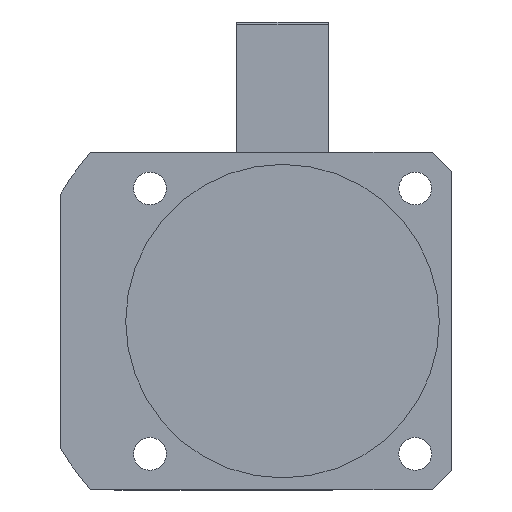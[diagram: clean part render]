
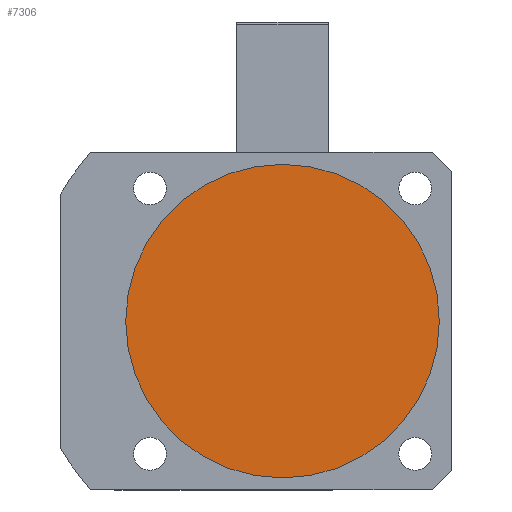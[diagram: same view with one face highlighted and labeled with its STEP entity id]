
A CAD part, front view. The second image highlights one B-rep face of the part: STEP entity #7306.
In plain terms, the highlighted planar face has unit normal (0, -1, 0).
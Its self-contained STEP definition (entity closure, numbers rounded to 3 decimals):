
#539 = VERTEX_POINT ( 'NONE', #1903 ) ;
#1136 = CIRCLE ( 'NONE', #1705, 32.5 ) ;
#1705 = AXIS2_PLACEMENT_3D ( 'NONE', #2469, #2538, #2226 ) ;
#1903 = CARTESIAN_POINT ( 'NONE',  ( 0., 0., 32.5 ) ) ;
#2226 = DIRECTION ( 'NONE',  ( 0., 0., -1. ) ) ;
#2272 = DIRECTION ( 'NONE',  ( 0., 0., -1. ) ) ;
#2289 = DIRECTION ( 'NONE',  ( 0., 1., 0. ) ) ;
#2349 = CARTESIAN_POINT ( 'NONE',  ( 0., 0., 0. ) ) ;
#2396 = EDGE_CURVE ( 'NONE', #539, #5133, #3132, .T. ) ;
#2469 = CARTESIAN_POINT ( 'NONE',  ( 0., 0., 0. ) ) ;
#2538 = DIRECTION ( 'NONE',  ( 0., 1., 0. ) ) ;
#3132 = CIRCLE ( 'NONE', #4913, 32.5 ) ;
#3322 = FACE_OUTER_BOUND ( 'NONE', #5831, .T. ) ;
#4157 = AXIS2_PLACEMENT_3D ( 'NONE', #5828, #5380, #5372 ) ;
#4913 = AXIS2_PLACEMENT_3D ( 'NONE', #2349, #2289, #2272 ) ;
#5116 = ORIENTED_EDGE ( 'NONE', *, *, #2396, .F. ) ;
#5133 = VERTEX_POINT ( 'NONE', #6740 ) ;
#5372 = DIRECTION ( 'NONE',  ( 0., 0., -1. ) ) ;
#5380 = DIRECTION ( 'NONE',  ( 0., -1., 0. ) ) ;
#5828 = CARTESIAN_POINT ( 'NONE',  ( 27., 0., 0. ) ) ;
#5831 = EDGE_LOOP ( 'NONE', ( #6175, #5116 ) ) ;
#5980 = PLANE ( 'NONE',  #4157 ) ;
#6175 = ORIENTED_EDGE ( 'NONE', *, *, #6694, .F. ) ;
#6694 = EDGE_CURVE ( 'NONE', #5133, #539, #1136, .T. ) ;
#6740 = CARTESIAN_POINT ( 'NONE',  ( 0., 0., -32.5 ) ) ;
#7306 = ADVANCED_FACE ( 'NONE', ( #3322 ), #5980, .T. ) ;
